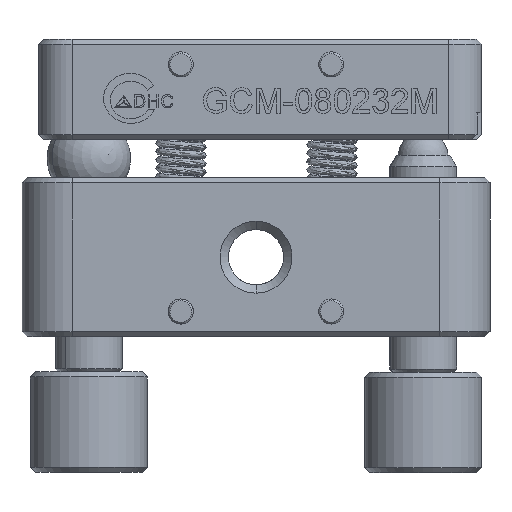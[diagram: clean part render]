
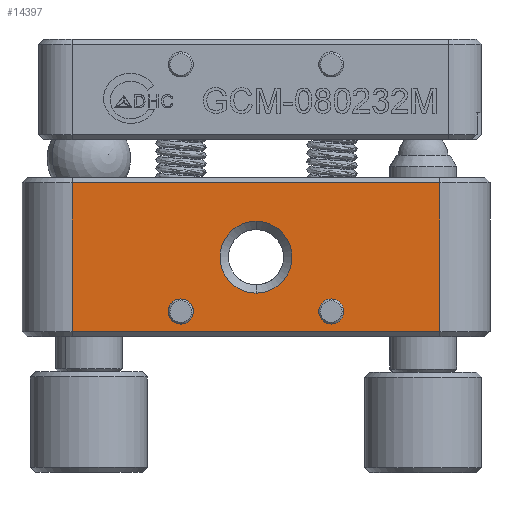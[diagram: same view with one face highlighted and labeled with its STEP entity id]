
A CAD part, front view. The second image highlights one B-rep face of the part: STEP entity #14397.
In plain terms, the highlighted planar face has unit normal (0, -1, 0).
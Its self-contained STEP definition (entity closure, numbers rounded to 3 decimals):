
#847 = CARTESIAN_POINT ( 'NONE',  ( 40.998, -6.131, -36.477 ) ) ;
#1121 = AXIS2_PLACEMENT_3D ( 'NONE', #32402, #14734, #35365 ) ;
#1407 = CARTESIAN_POINT ( 'NONE',  ( 25.498, -6.131, -28.777 ) ) ;
#1662 = EDGE_CURVE ( 'NONE', #18104, #26975, #6960, .T. ) ;
#1679 = CARTESIAN_POINT ( 'NONE',  ( 25.498, -6.131, -37.977 ) ) ;
#2123 = DIRECTION ( 'NONE',  ( 0., -1., 0. ) ) ;
#2804 = AXIS2_PLACEMENT_3D ( 'NONE', #26159, #38035, #20341 ) ;
#2878 = AXIS2_PLACEMENT_3D ( 'NONE', #19738, #2123, #22715 ) ;
#2985 = EDGE_LOOP ( 'NONE', ( #29218, #35761 ) ) ;
#3072 = EDGE_CURVE ( 'NONE', #38152, #9785, #34581, .T. ) ;
#3120 = CIRCLE ( 'NONE', #29763, 2.15 ) ;
#3751 = VECTOR ( 'NONE', #37040, 1000. ) ;
#3766 = DIRECTION ( 'NONE',  ( 0., 0., -1. ) ) ;
#4623 = DIRECTION ( 'NONE',  ( 0., 0., -1. ) ) ;
#5035 = EDGE_CURVE ( 'NONE', #38080, #32394, #17482, .T. ) ;
#5107 = AXIS2_PLACEMENT_3D ( 'NONE', #847, #21433, #3766 ) ;
#5981 = AXIS2_PLACEMENT_3D ( 'NONE', #35007, #22830, #27824 ) ;
#6541 = CARTESIAN_POINT ( 'NONE',  ( 31.998, -6.131, -37.227 ) ) ;
#6582 = CARTESIAN_POINT ( 'NONE',  ( 36.498, -6.131, -33.227 ) ) ;
#6682 = DIRECTION ( 'NONE',  ( -1., 0., 0. ) ) ;
#6960 = LINE ( 'NONE', #31271, #21702 ) ;
#7234 = EDGE_CURVE ( 'NONE', #18076, #21438, #30751, .T. ) ;
#7515 = EDGE_LOOP ( 'NONE', ( #13509, #20420, #28968, #35351 ) ) ;
#7871 = CARTESIAN_POINT ( 'NONE',  ( 40.998, -6.131, -35.727 ) ) ;
#8928 = ORIENTED_EDGE ( 'NONE', *, *, #17617, .F. ) ;
#9024 = VECTOR ( 'NONE', #4623, 1000. ) ;
#9387 = CARTESIAN_POINT ( 'NONE',  ( 36.498, -6.131, -31.077 ) ) ;
#9557 = DIRECTION ( 'NONE',  ( 0., 0., 1. ) ) ;
#9646 = CARTESIAN_POINT ( 'NONE',  ( 25.498, -6.131, -28.777 ) ) ;
#9785 = VERTEX_POINT ( 'NONE', #37831 ) ;
#11090 = EDGE_CURVE ( 'NONE', #35418, #18104, #32547, .T. ) ;
#12092 = VERTEX_POINT ( 'NONE', #33810 ) ;
#12550 = FACE_OUTER_BOUND ( 'NONE', #7515, .T. ) ;
#13509 = ORIENTED_EDGE ( 'NONE', *, *, #35005, .T. ) ;
#13794 = CARTESIAN_POINT ( 'NONE',  ( 25.498, -6.131, -37.677 ) ) ;
#14397 = ADVANCED_FACE ( 'NONE', ( #22250, #20409, #28250, #12550 ), #32106, .F. ) ;
#14734 = DIRECTION ( 'NONE',  ( 0., -1., 0. ) ) ;
#15527 = EDGE_CURVE ( 'NONE', #32394, #38080, #3120, .T. ) ;
#15887 = ORIENTED_EDGE ( 'NONE', *, *, #15527, .T. ) ;
#16408 = CARTESIAN_POINT ( 'NONE',  ( 47.498, -6.131, -28.477 ) ) ;
#17482 = CIRCLE ( 'NONE', #23872, 2.15 ) ;
#17617 = EDGE_CURVE ( 'NONE', #21438, #18076, #31197, .T. ) ;
#18076 = VERTEX_POINT ( 'NONE', #7871 ) ;
#18104 = VERTEX_POINT ( 'NONE', #13794 ) ;
#18505 = VECTOR ( 'NONE', #6682, 1000. ) ;
#19613 = DIRECTION ( 'NONE',  ( 0., 1., 0. ) ) ;
#19662 = DIRECTION ( 'NONE',  ( 0., 0., 1. ) ) ;
#19738 = CARTESIAN_POINT ( 'NONE',  ( 31.998, -6.131, -36.477 ) ) ;
#20341 = DIRECTION ( 'NONE',  ( 0., 0., 1. ) ) ;
#20409 = FACE_BOUND ( 'NONE', #2985, .T. ) ;
#20420 = ORIENTED_EDGE ( 'NONE', *, *, #33771, .T. ) ;
#20575 = CARTESIAN_POINT ( 'NONE',  ( 36.498, -6.131, -33.227 ) ) ;
#21433 = DIRECTION ( 'NONE',  ( 0., -1., 0. ) ) ;
#21438 = VERTEX_POINT ( 'NONE', #34867 ) ;
#21702 = VECTOR ( 'NONE', #31164, 1000. ) ;
#22250 = FACE_BOUND ( 'NONE', #22646, .T. ) ;
#22646 = EDGE_LOOP ( 'NONE', ( #15887, #37932 ) ) ;
#22715 = DIRECTION ( 'NONE',  ( 0., 0., -1. ) ) ;
#22830 = DIRECTION ( 'NONE',  ( 0., -1., 0. ) ) ;
#23872 = AXIS2_PLACEMENT_3D ( 'NONE', #20575, #19613, #19662 ) ;
#24263 = EDGE_LOOP ( 'NONE', ( #8928, #30734 ) ) ;
#25413 = CIRCLE ( 'NONE', #2878, 0.75 ) ;
#26159 = CARTESIAN_POINT ( 'NONE',  ( 22.498, -6.131, -28.477 ) ) ;
#26975 = VERTEX_POINT ( 'NONE', #31319 ) ;
#27201 = DIRECTION ( 'NONE',  ( 0., 1., 0. ) ) ;
#27824 = DIRECTION ( 'NONE',  ( 0., 0., -1. ) ) ;
#28250 = FACE_BOUND ( 'NONE', #24263, .T. ) ;
#28968 = ORIENTED_EDGE ( 'NONE', *, *, #11090, .T. ) ;
#29218 = ORIENTED_EDGE ( 'NONE', *, *, #3072, .F. ) ;
#29763 = AXIS2_PLACEMENT_3D ( 'NONE', #6582, #27201, #9557 ) ;
#30734 = ORIENTED_EDGE ( 'NONE', *, *, #7234, .F. ) ;
#30751 = CIRCLE ( 'NONE', #5107, 0.75 ) ;
#31164 = DIRECTION ( 'NONE',  ( 1., 0., 0. ) ) ;
#31197 = CIRCLE ( 'NONE', #1121, 0.75 ) ;
#31271 = CARTESIAN_POINT ( 'NONE',  ( 22.498, -6.131, -37.677 ) ) ;
#31319 = CARTESIAN_POINT ( 'NONE',  ( 47.498, -6.131, -37.677 ) ) ;
#32106 = PLANE ( 'NONE',  #2804 ) ;
#32394 = VERTEX_POINT ( 'NONE', #32837 ) ;
#32402 = CARTESIAN_POINT ( 'NONE',  ( 40.998, -6.131, -36.477 ) ) ;
#32547 = LINE ( 'NONE', #1679, #9024 ) ;
#32837 = CARTESIAN_POINT ( 'NONE',  ( 36.498, -6.131, -35.377 ) ) ;
#33771 = EDGE_CURVE ( 'NONE', #12092, #35418, #34201, .T. ) ;
#33810 = CARTESIAN_POINT ( 'NONE',  ( 47.498, -6.131, -28.777 ) ) ;
#34201 = LINE ( 'NONE', #9646, #18505 ) ;
#34581 = CIRCLE ( 'NONE', #5981, 0.75 ) ;
#34867 = CARTESIAN_POINT ( 'NONE',  ( 40.998, -6.131, -37.227 ) ) ;
#35005 = EDGE_CURVE ( 'NONE', #26975, #12092, #36962, .T. ) ;
#35007 = CARTESIAN_POINT ( 'NONE',  ( 31.998, -6.131, -36.477 ) ) ;
#35139 = EDGE_CURVE ( 'NONE', #9785, #38152, #25413, .T. ) ;
#35351 = ORIENTED_EDGE ( 'NONE', *, *, #1662, .T. ) ;
#35365 = DIRECTION ( 'NONE',  ( 0., 0., -1. ) ) ;
#35418 = VERTEX_POINT ( 'NONE', #1407 ) ;
#35761 = ORIENTED_EDGE ( 'NONE', *, *, #35139, .F. ) ;
#36962 = LINE ( 'NONE', #16408, #3751 ) ;
#37040 = DIRECTION ( 'NONE',  ( 0., 0., 1. ) ) ;
#37831 = CARTESIAN_POINT ( 'NONE',  ( 31.998, -6.131, -35.727 ) ) ;
#37932 = ORIENTED_EDGE ( 'NONE', *, *, #5035, .T. ) ;
#38035 = DIRECTION ( 'NONE',  ( 0., 1., 0. ) ) ;
#38080 = VERTEX_POINT ( 'NONE', #9387 ) ;
#38152 = VERTEX_POINT ( 'NONE', #6541 ) ;
